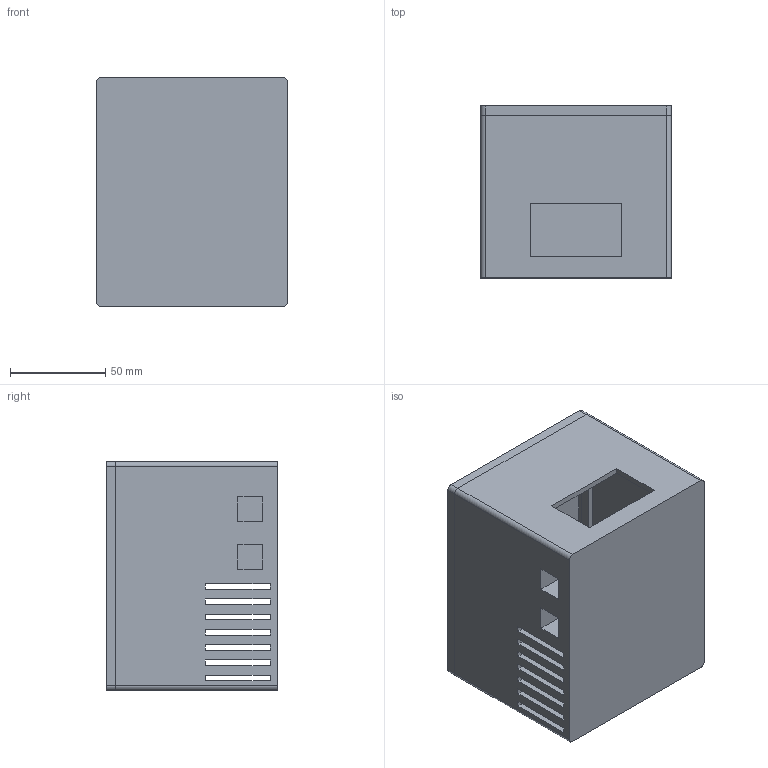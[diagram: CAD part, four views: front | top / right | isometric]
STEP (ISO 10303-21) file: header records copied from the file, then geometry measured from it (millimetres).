
FILE_DESCRIPTION (( 'STEP AP214' ), '1' );
FILE_NAME ('Diálisis01_CajaBomba.STEP', '2023-05-22T13:14:03', ( '' ), ( '' ), 'SwSTEP 2.0', 'SolidWorks 2022', '' );
FILE_SCHEMA (( 'AUTOMOTIVE_DESIGN' ));
Length unit declared in the file: millimetre
Products named in the file (3): Diálisis01_CajaBomba; Sólido1; Sólido2
Assembly tree (2 placements, depth 2):
  Diálisis01_CajaBomba
    Sólido2
    Sólido1
Bounding box: 100 x 90 x 120 mm (x, y, z)
Volume: 179588.1 mm3; surface area: 124127.3 mm2
Topology: 2 solids, 2 shells, 149 faces, 424 edges, 280 vertices
Faces by surface type: plane 117, cylinder 32
Entity records: 5040 total; most frequent: CARTESIAN_POINT 858, ORIENTED_EDGE 848, DIRECTION 804, EDGE_CURVE 424, LINE 352, VECTOR 352, VERTEX_POINT 280, AXIS2_PLACEMENT_3D 226
